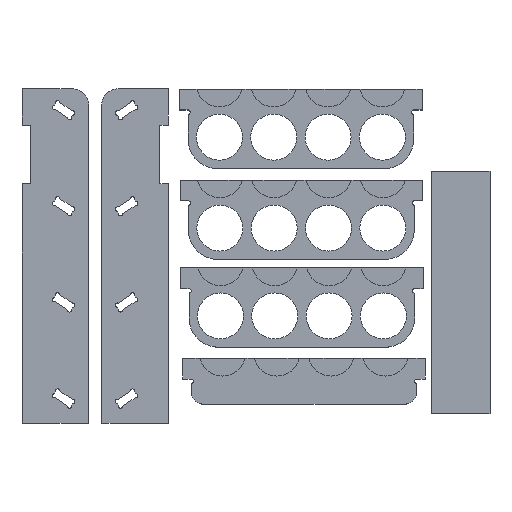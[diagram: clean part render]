
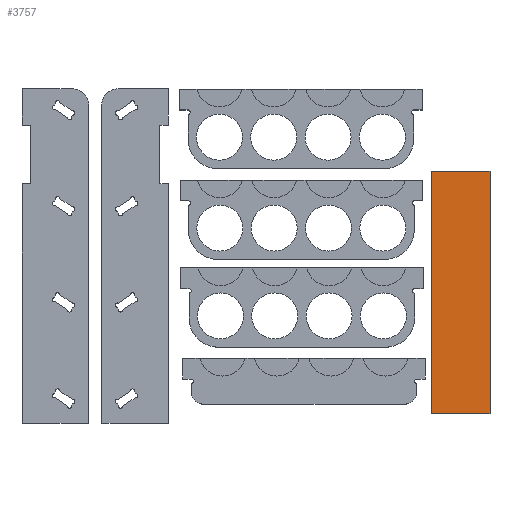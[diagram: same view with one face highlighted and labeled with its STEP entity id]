
A CAD part, top view. The second image highlights one B-rep face of the part: STEP entity #3757.
In plain terms, the highlighted planar face has unit normal (0, 0, 1).
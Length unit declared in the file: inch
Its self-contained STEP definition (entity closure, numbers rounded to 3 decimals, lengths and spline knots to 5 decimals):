
#123=PLANE('',#4055);
#277=FACE_OUTER_BOUND('',#491,.T.);
#491=EDGE_LOOP('',(#3017,#3018,#3019,#3020));
#803=LINE('',#5903,#1187);
#806=LINE('',#5909,#1190);
#809=LINE('',#5915,#1193);
#812=LINE('',#5919,#1196);
#1187=VECTOR('',#4779,0.3937);
#1190=VECTOR('',#4784,0.3937);
#1193=VECTOR('',#4789,0.3937);
#1196=VECTOR('',#4794,0.3937);
#1731=VERTEX_POINT('',#5900);
#1732=VERTEX_POINT('',#5902);
#1734=VERTEX_POINT('',#5908);
#1736=VERTEX_POINT('',#5914);
#2187=EDGE_CURVE('',#1732,#1731,#803,.T.);
#2190=EDGE_CURVE('',#1734,#1732,#806,.T.);
#2193=EDGE_CURVE('',#1736,#1734,#809,.T.);
#2196=EDGE_CURVE('',#1731,#1736,#812,.T.);
#3017=ORIENTED_EDGE('',*,*,#2196,.T.);
#3018=ORIENTED_EDGE('',*,*,#2193,.T.);
#3019=ORIENTED_EDGE('',*,*,#2190,.T.);
#3020=ORIENTED_EDGE('',*,*,#2187,.T.);
#3757=ADVANCED_FACE('',(#277),#123,.T.);
#4055=AXIS2_PLACEMENT_3D('',#5920,#4795,#4796);
#4779=DIRECTION('',(1.,0.,0.));
#4784=DIRECTION('',(0.,-1.,0.));
#4789=DIRECTION('',(-1.,0.,0.));
#4794=DIRECTION('',(0.,1.,0.));
#4795=DIRECTION('center_axis',(0.,0.,1.));
#4796=DIRECTION('ref_axis',(-1.,0.,0.));
#5900=CARTESIAN_POINT('',(29.61963,1.64321,0.5));
#5902=CARTESIAN_POINT('',(26.11963,1.64321,0.5));
#5903=CARTESIAN_POINT('',(26.11963,1.64321,0.5));
#5908=CARTESIAN_POINT('',(26.11963,16.14321,0.5));
#5909=CARTESIAN_POINT('',(26.11963,16.14321,0.5));
#5914=CARTESIAN_POINT('',(29.61963,16.14321,0.5));
#5915=CARTESIAN_POINT('',(29.61963,16.14321,0.5));
#5919=CARTESIAN_POINT('',(29.61963,1.64321,0.5));
#5920=CARTESIAN_POINT('Origin',(1.65201,13.16879,0.5));
